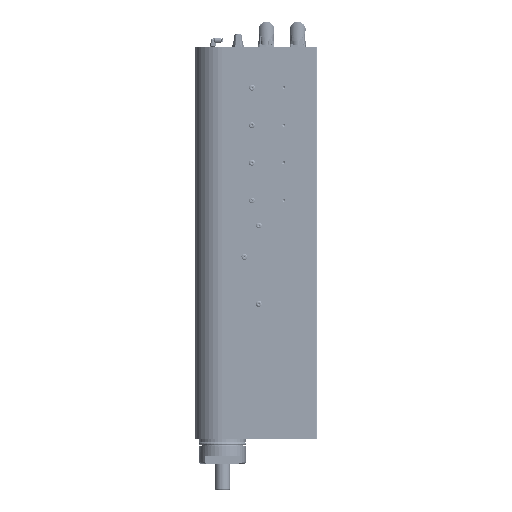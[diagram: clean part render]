
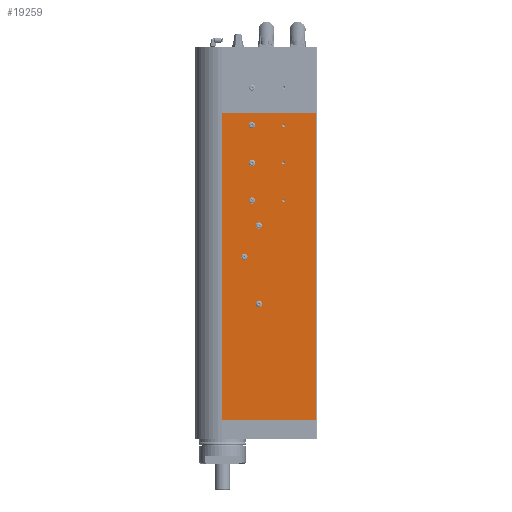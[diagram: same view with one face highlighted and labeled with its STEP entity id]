
A CAD part, left-side view. The second image highlights one B-rep face of the part: STEP entity #19259.
In plain terms, the highlighted planar face has unit normal (-1, 0, 0).
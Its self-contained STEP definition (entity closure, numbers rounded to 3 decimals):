
#691 = CIRCLE ( 'NONE', #27689, 5. ) ;
#1875 = EDGE_CURVE ( 'NONE', #120308, #120308, #98626, .T. ) ;
#1981 = ORIENTED_EDGE ( 'NONE', *, *, #165679, .T. ) ;
#2713 = DIRECTION ( 'NONE',  ( -1., 0., 0. ) ) ;
#2854 = DIRECTION ( 'NONE',  ( -1., 0., 0. ) ) ;
#6331 = FACE_BOUND ( 'NONE', #55185, .T. ) ;
#8658 = CIRCLE ( 'NONE', #151288, 2.5 ) ;
#9344 = AXIS2_PLACEMENT_3D ( 'NONE', #83252, #57180, #96757 ) ;
#9619 = CARTESIAN_POINT ( 'NONE',  ( -44., -98.038, 412.4 ) ) ;
#10398 = DIRECTION ( 'NONE',  ( 0., 1., 0. ) ) ;
#10477 = DIRECTION ( 'NONE',  ( 0., 0., -1. ) ) ;
#14488 = CARTESIAN_POINT ( 'NONE',  ( -44., -151., 0.1 ) ) ;
#15052 = DIRECTION ( 'NONE',  ( 0., 0., 1. ) ) ;
#16368 = CARTESIAN_POINT ( 'NONE',  ( -44., -98.038, 469.9 ) ) ;
#19259 = ADVANCED_FACE ( 'NONE', ( #122575, #6331, #97250, #109038, #160450, #45043, #60154, #75204, #87886, #36572 ), #139309, .F. ) ;
#19590 = ORIENTED_EDGE ( 'NONE', *, *, #68485, .F. ) ;
#21277 = ORIENTED_EDGE ( 'NONE', *, *, #135569, .F. ) ;
#21511 = CIRCLE ( 'NONE', #99387, 5. ) ;
#22927 = CARTESIAN_POINT ( 'NONE',  ( -44., -47.019, 414.9 ) ) ;
#23247 = ORIENTED_EDGE ( 'NONE', *, *, #68128, .T. ) ;
#23402 = AXIS2_PLACEMENT_3D ( 'NONE', #16368, #2854, #156163 ) ;
#23555 = VERTEX_POINT ( 'NONE', #113653 ) ;
#24376 = DIRECTION ( 'NONE',  ( 0., 0., 1. ) ) ;
#26626 = VECTOR ( 'NONE', #10398, 1000. ) ;
#27689 = AXIS2_PLACEMENT_3D ( 'NONE', #154554, #65214, #144381 ) ;
#28309 = EDGE_LOOP ( 'NONE', ( #21277 ) ) ;
#28486 = DIRECTION ( 'NONE',  ( 0., 0., 1. ) ) ;
#31598 = ORIENTED_EDGE ( 'NONE', *, *, #36361, .F. ) ;
#32414 = CARTESIAN_POINT ( 'NONE',  ( -44., -58.022, 314.9 ) ) ;
#34863 = EDGE_LOOP ( 'NONE', ( #126030 ) ) ;
#36361 = EDGE_CURVE ( 'NONE', #23555, #23555, #81827, .T. ) ;
#36572 = FACE_OUTER_BOUND ( 'NONE', #51800, .T. ) ;
#38356 = ORIENTED_EDGE ( 'NONE', *, *, #148430, .F. ) ;
#38636 = ORIENTED_EDGE ( 'NONE', *, *, #1875, .F. ) ;
#40856 = VERTEX_POINT ( 'NONE', #120837 ) ;
#41224 = ORIENTED_EDGE ( 'NONE', *, *, #139698, .F. ) ;
#42779 = DIRECTION ( 'NONE',  ( -1., 0., 0. ) ) ;
#45043 = FACE_BOUND ( 'NONE', #34863, .T. ) ;
#48737 = CARTESIAN_POINT ( 'NONE',  ( -44., -149., 490. ) ) ;
#49631 = LINE ( 'NONE', #115267, #54191 ) ;
#51800 = EDGE_LOOP ( 'NONE', ( #1981, #23247, #140928, #135111 ) ) ;
#53158 = DIRECTION ( 'NONE',  ( 0., -1., 0. ) ) ;
#54191 = VECTOR ( 'NONE', #24376, 1000. ) ;
#55185 = EDGE_LOOP ( 'NONE', ( #41224 ) ) ;
#55838 = VERTEX_POINT ( 'NONE', #131952 ) ;
#56174 = ORIENTED_EDGE ( 'NONE', *, *, #120694, .F. ) ;
#56237 = CARTESIAN_POINT ( 'NONE',  ( -44., -98.038, 472.4 ) ) ;
#56315 = CARTESIAN_POINT ( 'NONE',  ( -44., -58.022, 184.9 ) ) ;
#57180 = DIRECTION ( 'NONE',  ( -1., 0., 0. ) ) ;
#58261 = EDGE_CURVE ( 'NONE', #162017, #165746, #69573, .T. ) ;
#59560 = AXIS2_PLACEMENT_3D ( 'NONE', #112951, #74952, #150901 ) ;
#60154 = FACE_BOUND ( 'NONE', #154276, .T. ) ;
#64690 = CARTESIAN_POINT ( 'NONE',  ( -44., -47.019, 409.9 ) ) ;
#65214 = DIRECTION ( 'NONE',  ( -1., 0., 0. ) ) ;
#65828 = VERTEX_POINT ( 'NONE', #104569 ) ;
#68128 = EDGE_CURVE ( 'NONE', #95149, #162017, #163718, .T. ) ;
#68261 = LINE ( 'NONE', #14488, #83532 ) ;
#68485 = EDGE_CURVE ( 'NONE', #126096, #126096, #21511, .T. ) ;
#69573 = LINE ( 'NONE', #106644, #166098 ) ;
#70470 = EDGE_LOOP ( 'NONE', ( #19590 ) ) ;
#72321 = EDGE_CURVE ( 'NONE', #40856, #40856, #161824, .T. ) ;
#72685 = CARTESIAN_POINT ( 'NONE',  ( -44., -151., 490. ) ) ;
#74952 = DIRECTION ( 'NONE',  ( -1., 0., 0. ) ) ;
#75204 = FACE_BOUND ( 'NONE', #109291, .T. ) ;
#78070 = CARTESIAN_POINT ( 'NONE',  ( -44., 0., 0.1 ) ) ;
#78117 = DIRECTION ( 'NONE',  ( -1., 0., 0. ) ) ;
#80348 = EDGE_CURVE ( 'NONE', #96378, #96378, #691, .T. ) ;
#80946 = EDGE_LOOP ( 'NONE', ( #31598 ) ) ;
#81623 = VERTEX_POINT ( 'NONE', #133089 ) ;
#81827 = CIRCLE ( 'NONE', #9344, 2.5 ) ;
#83252 = CARTESIAN_POINT ( 'NONE',  ( -44., -98.038, 349.9 ) ) ;
#83532 = VECTOR ( 'NONE', #53158, 1000. ) ;
#87086 = CARTESIAN_POINT ( 'NONE',  ( -44., -151., 560. ) ) ;
#87886 = FACE_BOUND ( 'NONE', #28309, .T. ) ;
#88897 = CARTESIAN_POINT ( 'NONE',  ( -44., -58.022, 189.9 ) ) ;
#92833 = ORIENTED_EDGE ( 'NONE', *, *, #72321, .F. ) ;
#95149 = VERTEX_POINT ( 'NONE', #48737 ) ;
#96378 = VERTEX_POINT ( 'NONE', #32414 ) ;
#96757 = DIRECTION ( 'NONE',  ( 0., 0., 1. ) ) ;
#97250 = FACE_BOUND ( 'NONE', #133200, .T. ) ;
#97988 = AXIS2_PLACEMENT_3D ( 'NONE', #64690, #78117, #105911 ) ;
#98626 = CIRCLE ( 'NONE', #23402, 2.5 ) ;
#99387 = AXIS2_PLACEMENT_3D ( 'NONE', #56315, #120394, #133046 ) ;
#104569 = CARTESIAN_POINT ( 'NONE',  ( -44., -47.019, 354.9 ) ) ;
#105911 = DIRECTION ( 'NONE',  ( 0., 0., 1. ) ) ;
#106158 = AXIS2_PLACEMENT_3D ( 'NONE', #87086, #125903, #10477 ) ;
#106644 = CARTESIAN_POINT ( 'NONE',  ( -44., 0., 560. ) ) ;
#107402 = CIRCLE ( 'NONE', #123638, 5. ) ;
#109038 = FACE_BOUND ( 'NONE', #116849, .T. ) ;
#109291 = EDGE_LOOP ( 'NONE', ( #56174 ) ) ;
#112951 = CARTESIAN_POINT ( 'NONE',  ( -44., -35.017, 259.9 ) ) ;
#113653 = CARTESIAN_POINT ( 'NONE',  ( -44., -98.038, 352.4 ) ) ;
#115054 = EDGE_CURVE ( 'NONE', #165746, #55838, #68261, .T. ) ;
#115267 = CARTESIAN_POINT ( 'NONE',  ( -44., -149., 560. ) ) ;
#115324 = CARTESIAN_POINT ( 'NONE',  ( -44., -98.038, 409.9 ) ) ;
#116849 = EDGE_LOOP ( 'NONE', ( #92833 ) ) ;
#118125 = CARTESIAN_POINT ( 'NONE',  ( -44., -47.019, 349.9 ) ) ;
#118983 = DIRECTION ( 'NONE',  ( 0., 0., 1. ) ) ;
#120308 = VERTEX_POINT ( 'NONE', #56237 ) ;
#120394 = DIRECTION ( 'NONE',  ( -1., 0., 0. ) ) ;
#120694 = EDGE_CURVE ( 'NONE', #151777, #151777, #135676, .T. ) ;
#120837 = CARTESIAN_POINT ( 'NONE',  ( -44., -35.017, 264.9 ) ) ;
#121035 = DIRECTION ( 'NONE',  ( 0., 0., -1. ) ) ;
#122575 = FACE_BOUND ( 'NONE', #80946, .T. ) ;
#123638 = AXIS2_PLACEMENT_3D ( 'NONE', #132096, #42779, #28486 ) ;
#125903 = DIRECTION ( 'NONE',  ( 1., 0., 0. ) ) ;
#126030 = ORIENTED_EDGE ( 'NONE', *, *, #80348, .F. ) ;
#126096 = VERTEX_POINT ( 'NONE', #88897 ) ;
#131952 = CARTESIAN_POINT ( 'NONE',  ( -44., -149., 0.1 ) ) ;
#132096 = CARTESIAN_POINT ( 'NONE',  ( -44., -47.019, 469.9 ) ) ;
#133046 = DIRECTION ( 'NONE',  ( 0., 0., 1. ) ) ;
#133089 = CARTESIAN_POINT ( 'NONE',  ( -44., -47.019, 474.9 ) ) ;
#133200 = EDGE_LOOP ( 'NONE', ( #38636 ) ) ;
#135111 = ORIENTED_EDGE ( 'NONE', *, *, #115054, .T. ) ;
#135569 = EDGE_CURVE ( 'NONE', #81623, #81623, #107402, .T. ) ;
#135676 = CIRCLE ( 'NONE', #97988, 5. ) ;
#139309 = PLANE ( 'NONE',  #106158 ) ;
#139698 = EDGE_CURVE ( 'NONE', #154357, #154357, #8658, .T. ) ;
#140928 = ORIENTED_EDGE ( 'NONE', *, *, #58261, .T. ) ;
#141430 = DIRECTION ( 'NONE',  ( -1., 0., 0. ) ) ;
#144381 = DIRECTION ( 'NONE',  ( 0., 0., 1. ) ) ;
#147667 = AXIS2_PLACEMENT_3D ( 'NONE', #118125, #2713, #118983 ) ;
#148430 = EDGE_CURVE ( 'NONE', #65828, #65828, #155650, .T. ) ;
#150901 = DIRECTION ( 'NONE',  ( 0., 0., 1. ) ) ;
#151288 = AXIS2_PLACEMENT_3D ( 'NONE', #115324, #141430, #15052 ) ;
#151777 = VERTEX_POINT ( 'NONE', #22927 ) ;
#153230 = CARTESIAN_POINT ( 'NONE',  ( -44., 0., 490. ) ) ;
#154276 = EDGE_LOOP ( 'NONE', ( #38356 ) ) ;
#154357 = VERTEX_POINT ( 'NONE', #9619 ) ;
#154554 = CARTESIAN_POINT ( 'NONE',  ( -44., -58.022, 309.9 ) ) ;
#155650 = CIRCLE ( 'NONE', #147667, 5. ) ;
#156163 = DIRECTION ( 'NONE',  ( 0., 0., 1. ) ) ;
#160450 = FACE_BOUND ( 'NONE', #70470, .T. ) ;
#161824 = CIRCLE ( 'NONE', #59560, 5. ) ;
#162017 = VERTEX_POINT ( 'NONE', #153230 ) ;
#163718 = LINE ( 'NONE', #72685, #26626 ) ;
#165679 = EDGE_CURVE ( 'NONE', #55838, #95149, #49631, .T. ) ;
#165746 = VERTEX_POINT ( 'NONE', #78070 ) ;
#166098 = VECTOR ( 'NONE', #121035, 1000. ) ;
